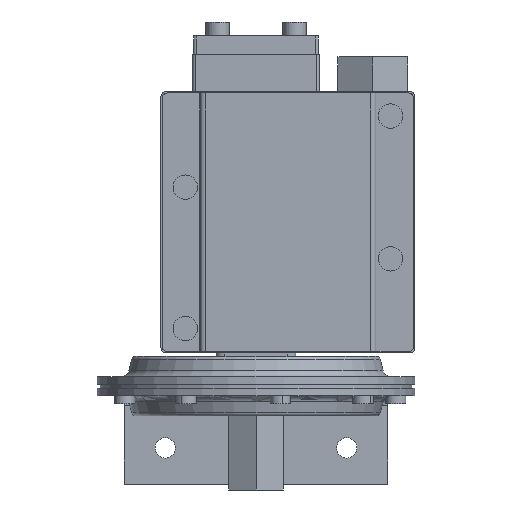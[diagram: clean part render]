
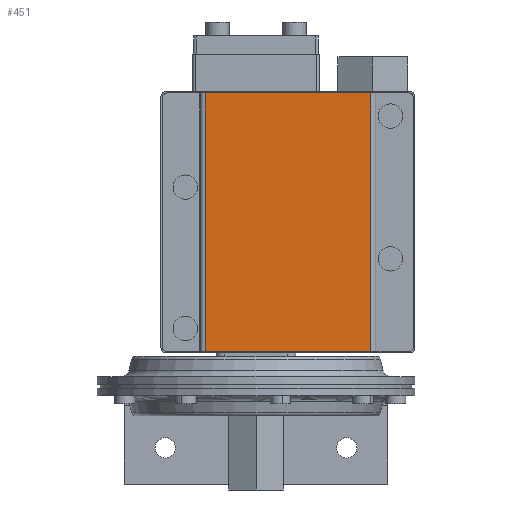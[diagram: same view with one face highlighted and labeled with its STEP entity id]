
A CAD part, front view. The second image highlights one B-rep face of the part: STEP entity #451.
In plain terms, the highlighted planar face has unit normal (0, -1, 0).
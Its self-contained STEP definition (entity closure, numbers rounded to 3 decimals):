
#451=ADVANCED_FACE('FACE122',(#977),#978,.T.);
#977=FACE_OUTER_BOUND('',#1570,.T.);
#978=PLANE('',#1571);
#1570=EDGE_LOOP('',(#2831,#2832,#2833,#2834));
#1571=AXIS2_PLACEMENT_3D('',#2835,#2836,#2837);
#2831=ORIENTED_EDGE('',*,*,#3837,.T.);
#2832=ORIENTED_EDGE('',*,*,#3835,.F.);
#2833=ORIENTED_EDGE('',*,*,#3838,.T.);
#2834=ORIENTED_EDGE('',*,*,#3839,.T.);
#2835=CARTESIAN_POINT('',(40.202,-35.814,0.457));
#2836=DIRECTION('',(0.,-1.0,0.0));
#2837=DIRECTION('',(-1.0,0.,0.0));
#3835=EDGE_CURVE('EDGE300',#4669,#4667,#4671,.T.);
#3837=EDGE_CURVE('EDGE301',#4673,#4667,#4674,.T.);
#3838=EDGE_CURVE('EDGE302',#4669,#4675,#4676,.T.);
#3839=EDGE_CURVE('EDGE303',#4675,#4673,#4677,.T.);
#4667=VERTEX_POINT('VERTEX198',#5898);
#4669=VERTEX_POINT('VERTEX199',#5900);
#4671=LINE('',#5902,#5903);
#4673=VERTEX_POINT('VERTEX200',#5905);
#4674=LINE('',#5906,#5907);
#4675=VERTEX_POINT('VERTEX201',#5908);
#4676=LINE('',#5909,#5910);
#4677=LINE('',#5911,#5912);
#5898=CARTESIAN_POINT('',(-17.85,-35.814,90.983));
#5900=CARTESIAN_POINT('',(-17.85,-35.814,0.457));
#5902=CARTESIAN_POINT('',(-17.85,-35.814,0.457));
#5903=VECTOR('',#6923,25.4);
#5905=CARTESIAN_POINT('',(40.202,-35.814,90.983));
#5906=CARTESIAN_POINT('',(-17.85,-35.814,90.983));
#5907=VECTOR('',#6924,25.4);
#5908=CARTESIAN_POINT('',(40.202,-35.814,0.457));
#5909=CARTESIAN_POINT('',(-17.85,-35.814,0.457));
#5910=VECTOR('',#6925,25.4);
#5911=CARTESIAN_POINT('',(40.202,-35.814,0.457));
#5912=VECTOR('',#6926,25.4);
#6923=DIRECTION('',(0.0,0.0,1.0));
#6924=DIRECTION('',(-1.0,0.,0.0));
#6925=DIRECTION('',(1.0,0.,0.0));
#6926=DIRECTION('',(0.0,0.0,1.0));
